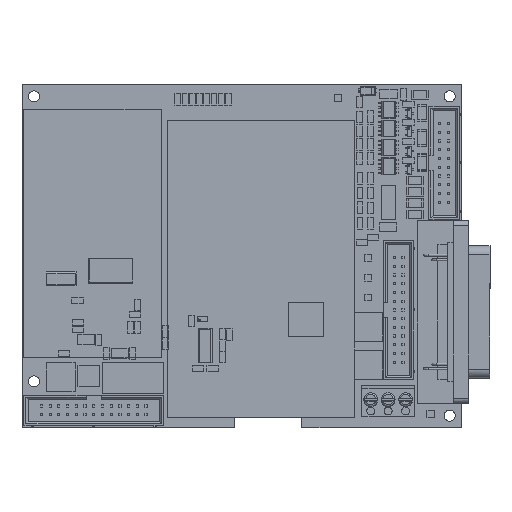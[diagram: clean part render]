
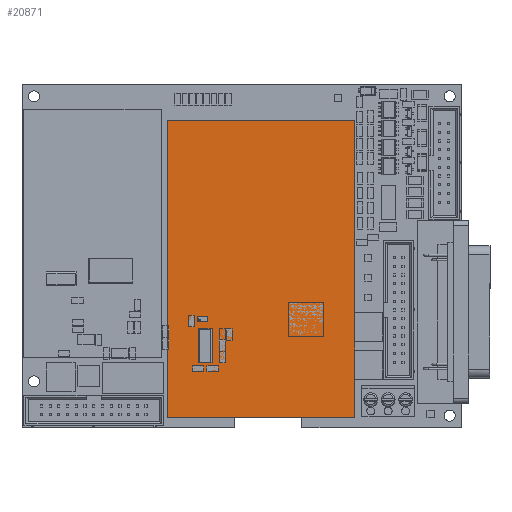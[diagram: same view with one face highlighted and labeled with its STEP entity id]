
A CAD part, top view. The second image highlights one B-rep face of the part: STEP entity #20871.
In plain terms, the highlighted planar face has unit normal (0, 0, 1).
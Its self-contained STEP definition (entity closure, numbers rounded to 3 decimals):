
#20557 = VERTEX_POINT('',#20558);
#20558 = CARTESIAN_POINT('',(-40.64,27.94,1.));
#20565 = PLANE('',#20566);
#20566 = AXIS2_PLACEMENT_3D('',#20567,#20568,#20569);
#20567 = CARTESIAN_POINT('',(-40.64,27.94,0.));
#20568 = DIRECTION('',(0.,1.,0.));
#20569 = DIRECTION('',(1.,0.,0.));
#20577 = PLANE('',#20578);
#20578 = AXIS2_PLACEMENT_3D('',#20579,#20580,#20581);
#20579 = CARTESIAN_POINT('',(-40.64,-26.67,0.));
#20580 = DIRECTION('',(-1.,0.,0.));
#20581 = DIRECTION('',(0.,1.,0.));
#20589 = EDGE_CURVE('',#20557,#20590,#20592,.T.);
#20590 = VERTEX_POINT('',#20591);
#20591 = CARTESIAN_POINT('',(45.72,27.94,1.));
#20592 = SURFACE_CURVE('',#20593,(#20597,#20604),.PCURVE_S1.);
#20593 = LINE('',#20594,#20595);
#20594 = CARTESIAN_POINT('',(-40.64,27.94,1.));
#20595 = VECTOR('',#20596,1.);
#20596 = DIRECTION('',(1.,0.,0.));
#20597 = PCURVE('',#20565,#20598);
#20598 = DEFINITIONAL_REPRESENTATION('',(#20599),#20603);
#20599 = LINE('',#20600,#20601);
#20600 = CARTESIAN_POINT('',(0.,-1.));
#20601 = VECTOR('',#20602,1.);
#20602 = DIRECTION('',(1.,0.));
#20603 = ( GEOMETRIC_REPRESENTATION_CONTEXT(2) 
PARAMETRIC_REPRESENTATION_CONTEXT() REPRESENTATION_CONTEXT('2D SPACE',''
  ) );
#20604 = PCURVE('',#20605,#20610);
#20605 = PLANE('',#20606);
#20606 = AXIS2_PLACEMENT_3D('',#20607,#20608,#20609);
#20607 = CARTESIAN_POINT('',(-40.64,27.94,1.));
#20608 = DIRECTION('',(0.,0.,1.));
#20609 = DIRECTION('',(1.,0.,0.));
#20610 = DEFINITIONAL_REPRESENTATION('',(#20611),#20615);
#20611 = LINE('',#20612,#20613);
#20612 = CARTESIAN_POINT('',(0.,0.));
#20613 = VECTOR('',#20614,1.);
#20614 = DIRECTION('',(1.,0.));
#20615 = ( GEOMETRIC_REPRESENTATION_CONTEXT(2) 
PARAMETRIC_REPRESENTATION_CONTEXT() REPRESENTATION_CONTEXT('2D SPACE',''
  ) );
#20633 = PLANE('',#20634);
#20634 = AXIS2_PLACEMENT_3D('',#20635,#20636,#20637);
#20635 = CARTESIAN_POINT('',(45.72,27.94,0.));
#20636 = DIRECTION('',(1.,0.,0.));
#20637 = DIRECTION('',(0.,-1.,0.));
#20675 = EDGE_CURVE('',#20590,#20676,#20678,.T.);
#20676 = VERTEX_POINT('',#20677);
#20677 = CARTESIAN_POINT('',(45.72,-26.67,1.));
#20678 = SURFACE_CURVE('',#20679,(#20683,#20690),.PCURVE_S1.);
#20679 = LINE('',#20680,#20681);
#20680 = CARTESIAN_POINT('',(45.72,27.94,1.));
#20681 = VECTOR('',#20682,1.);
#20682 = DIRECTION('',(0.,-1.,0.));
#20683 = PCURVE('',#20633,#20684);
#20684 = DEFINITIONAL_REPRESENTATION('',(#20685),#20689);
#20685 = LINE('',#20686,#20687);
#20686 = CARTESIAN_POINT('',(0.,-1.));
#20687 = VECTOR('',#20688,1.);
#20688 = DIRECTION('',(1.,0.));
#20689 = ( GEOMETRIC_REPRESENTATION_CONTEXT(2) 
PARAMETRIC_REPRESENTATION_CONTEXT() REPRESENTATION_CONTEXT('2D SPACE',''
  ) );
#20690 = PCURVE('',#20605,#20691);
#20691 = DEFINITIONAL_REPRESENTATION('',(#20692),#20696);
#20692 = LINE('',#20693,#20694);
#20693 = CARTESIAN_POINT('',(86.36,0.));
#20694 = VECTOR('',#20695,1.);
#20695 = DIRECTION('',(0.,-1.));
#20696 = ( GEOMETRIC_REPRESENTATION_CONTEXT(2) 
PARAMETRIC_REPRESENTATION_CONTEXT() REPRESENTATION_CONTEXT('2D SPACE',''
  ) );
#20714 = PLANE('',#20715);
#20715 = AXIS2_PLACEMENT_3D('',#20716,#20717,#20718);
#20716 = CARTESIAN_POINT('',(45.72,-26.67,0.));
#20717 = DIRECTION('',(0.,-1.,0.));
#20718 = DIRECTION('',(-1.,0.,0.));
#20751 = EDGE_CURVE('',#20676,#20752,#20754,.T.);
#20752 = VERTEX_POINT('',#20753);
#20753 = CARTESIAN_POINT('',(-40.64,-26.67,1.));
#20754 = SURFACE_CURVE('',#20755,(#20759,#20766),.PCURVE_S1.);
#20755 = LINE('',#20756,#20757);
#20756 = CARTESIAN_POINT('',(45.72,-26.67,1.));
#20757 = VECTOR('',#20758,1.);
#20758 = DIRECTION('',(-1.,0.,0.));
#20759 = PCURVE('',#20714,#20760);
#20760 = DEFINITIONAL_REPRESENTATION('',(#20761),#20765);
#20761 = LINE('',#20762,#20763);
#20762 = CARTESIAN_POINT('',(0.,-1.));
#20763 = VECTOR('',#20764,1.);
#20764 = DIRECTION('',(1.,0.));
#20765 = ( GEOMETRIC_REPRESENTATION_CONTEXT(2) 
PARAMETRIC_REPRESENTATION_CONTEXT() REPRESENTATION_CONTEXT('2D SPACE',''
  ) );
#20766 = PCURVE('',#20605,#20767);
#20767 = DEFINITIONAL_REPRESENTATION('',(#20768),#20772);
#20768 = LINE('',#20769,#20770);
#20769 = CARTESIAN_POINT('',(86.36,-54.61));
#20770 = VECTOR('',#20771,1.);
#20771 = DIRECTION('',(-1.,0.));
#20772 = ( GEOMETRIC_REPRESENTATION_CONTEXT(2) 
PARAMETRIC_REPRESENTATION_CONTEXT() REPRESENTATION_CONTEXT('2D SPACE',''
  ) );
#20822 = EDGE_CURVE('',#20752,#20557,#20823,.T.);
#20823 = SURFACE_CURVE('',#20824,(#20828,#20835),.PCURVE_S1.);
#20824 = LINE('',#20825,#20826);
#20825 = CARTESIAN_POINT('',(-40.64,-26.67,1.));
#20826 = VECTOR('',#20827,1.);
#20827 = DIRECTION('',(0.,1.,0.));
#20828 = PCURVE('',#20577,#20829);
#20829 = DEFINITIONAL_REPRESENTATION('',(#20830),#20834);
#20830 = LINE('',#20831,#20832);
#20831 = CARTESIAN_POINT('',(0.,-1.));
#20832 = VECTOR('',#20833,1.);
#20833 = DIRECTION('',(1.,0.));
#20834 = ( GEOMETRIC_REPRESENTATION_CONTEXT(2) 
PARAMETRIC_REPRESENTATION_CONTEXT() REPRESENTATION_CONTEXT('2D SPACE',''
  ) );
#20835 = PCURVE('',#20605,#20836);
#20836 = DEFINITIONAL_REPRESENTATION('',(#20837),#20841);
#20837 = LINE('',#20838,#20839);
#20838 = CARTESIAN_POINT('',(0.,-54.61));
#20839 = VECTOR('',#20840,1.);
#20840 = DIRECTION('',(0.,1.));
#20841 = ( GEOMETRIC_REPRESENTATION_CONTEXT(2) 
PARAMETRIC_REPRESENTATION_CONTEXT() REPRESENTATION_CONTEXT('2D SPACE',''
  ) );
#20871 = ADVANCED_FACE('',(#20872),#20605,.T.);
#20872 = FACE_BOUND('',#20873,.F.);
#20873 = EDGE_LOOP('',(#20874,#20875,#20876,#20877));
#20874 = ORIENTED_EDGE('',*,*,#20589,.T.);
#20875 = ORIENTED_EDGE('',*,*,#20675,.T.);
#20876 = ORIENTED_EDGE('',*,*,#20751,.T.);
#20877 = ORIENTED_EDGE('',*,*,#20822,.T.);
